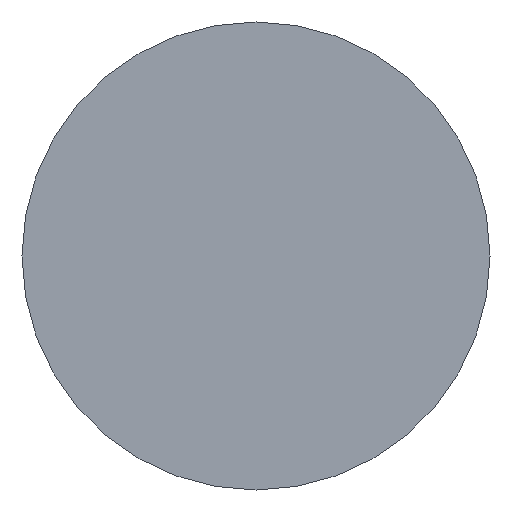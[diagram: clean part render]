
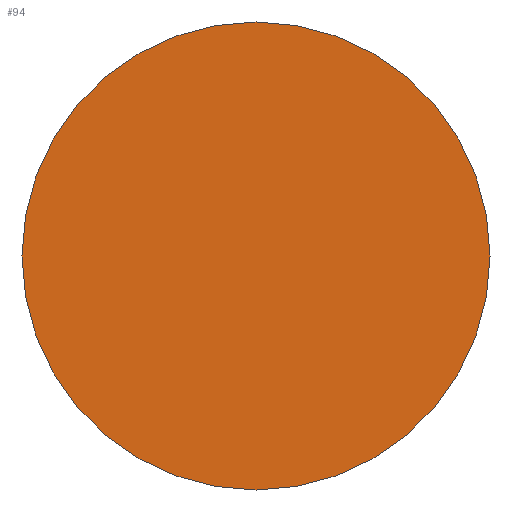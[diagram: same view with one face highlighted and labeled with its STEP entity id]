
A CAD part, front view. The second image highlights one B-rep face of the part: STEP entity #94.
In plain terms, the highlighted planar face has unit normal (0, -1, 0).
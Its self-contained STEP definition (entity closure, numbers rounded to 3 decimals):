
#1 = VERTEX_POINT ( 'NONE', #72 ) ;
#5 = CARTESIAN_POINT ( 'NONE',  ( 0., 0., 0. ) ) ;
#12 = CARTESIAN_POINT ( 'NONE',  ( 2.5, 0., -2.5 ) ) ;
#21 = CIRCLE ( 'NONE', #106, 2.5 ) ;
#24 = DIRECTION ( 'NONE',  ( 0., 0., -1. ) ) ;
#32 = AXIS2_PLACEMENT_3D ( 'NONE', #92, #104, #42 ) ;
#33 = EDGE_CURVE ( 'NONE', #89, #1, #21, .T. ) ;
#39 = DIRECTION ( 'NONE',  ( 0., 0., 1. ) ) ;
#42 = DIRECTION ( 'NONE',  ( 0., 0., -1. ) ) ;
#48 = AXIS2_PLACEMENT_3D ( 'NONE', #5, #68, #39 ) ;
#49 = ORIENTED_EDGE ( 'NONE', *, *, #112, .T. ) ;
#50 = CARTESIAN_POINT ( 'NONE',  ( 2.5, 0., 0. ) ) ;
#68 = DIRECTION ( 'NONE',  ( 0., 1., 0. ) ) ;
#69 = CIRCLE ( 'NONE', #32, 2.5 ) ;
#71 = EDGE_LOOP ( 'NONE', ( #87, #49 ) ) ;
#72 = CARTESIAN_POINT ( 'NONE',  ( 2.5, 0., 2.5 ) ) ;
#80 = FACE_OUTER_BOUND ( 'NONE', #71, .T. ) ;
#87 = ORIENTED_EDGE ( 'NONE', *, *, #33, .T. ) ;
#89 = VERTEX_POINT ( 'NONE', #12 ) ;
#92 = CARTESIAN_POINT ( 'NONE',  ( 2.5, 0., 0. ) ) ;
#94 = ADVANCED_FACE ( 'NONE', ( #80 ), #114, .F. ) ;
#104 = DIRECTION ( 'NONE',  ( 0., -1., 0. ) ) ;
#106 = AXIS2_PLACEMENT_3D ( 'NONE', #50, #108, #24 ) ;
#108 = DIRECTION ( 'NONE',  ( 0., -1., 0. ) ) ;
#112 = EDGE_CURVE ( 'NONE', #1, #89, #69, .T. ) ;
#114 = PLANE ( 'NONE',  #48 ) ;
